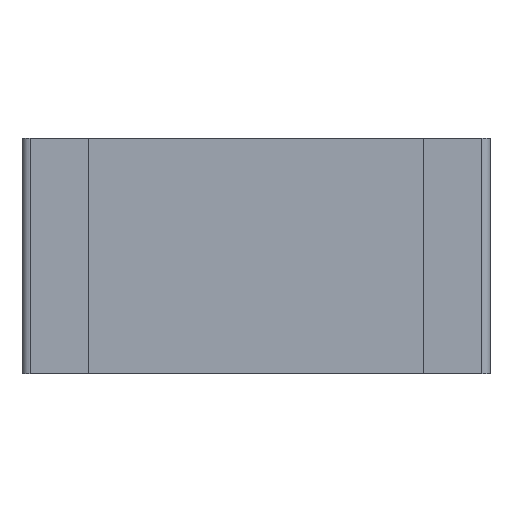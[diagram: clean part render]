
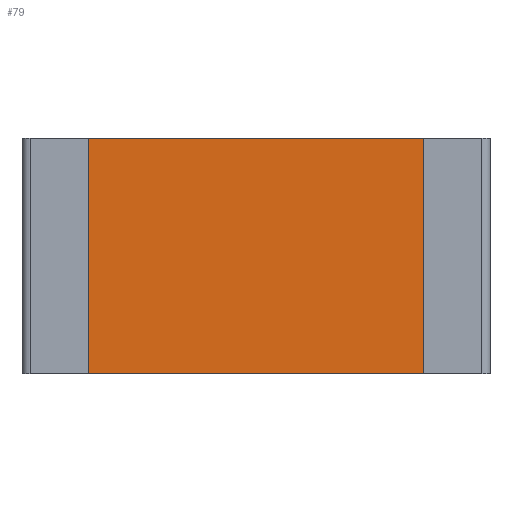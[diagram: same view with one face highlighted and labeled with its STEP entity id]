
A CAD part, front view. The second image highlights one B-rep face of the part: STEP entity #79.
In plain terms, the highlighted planar face has unit normal (0, -1, 0).
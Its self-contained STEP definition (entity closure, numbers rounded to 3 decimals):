
#79=ADVANCED_FACE('',(#158),#159,.T.);
#158=FACE_OUTER_BOUND('',#235,.T.);
#159=PLANE('',#236);
#235=EDGE_LOOP('',(#410,#411,#412,#413));
#236=AXIS2_PLACEMENT_3D('',#414,#415,#416);
#410=ORIENTED_EDGE('',*,*,#494,.F.);
#411=ORIENTED_EDGE('',*,*,#541,.T.);
#412=ORIENTED_EDGE('',*,*,#531,.F.);
#413=ORIENTED_EDGE('',*,*,#538,.F.);
#414=CARTESIAN_POINT('',(0.0,-0.49,0.0));
#415=DIRECTION('',(0.0,-1.0,0.0));
#416=DIRECTION('',(0.0,0.0,-1.0));
#494=EDGE_CURVE('',#589,#591,#592,.T.);
#531=EDGE_CURVE('',#651,#653,#654,.T.);
#538=EDGE_CURVE('',#591,#651,#661,.T.);
#541=EDGE_CURVE('',#589,#653,#664,.T.);
#589=VERTEX_POINT('',#727);
#591=VERTEX_POINT('',#730);
#592=LINE('',#731,#732);
#651=VERTEX_POINT('',#815);
#653=VERTEX_POINT('',#818);
#654=LINE('',#819,#820);
#661=LINE('',#830,#831);
#664=LINE('',#835,#836);
#727=CARTESIAN_POINT('',(-2.275,-0.49,1.6));
#730=CARTESIAN_POINT('',(2.275,-0.49,1.6));
#731=CARTESIAN_POINT('',(0.0,-0.49,1.6));
#732=VECTOR('',#872,1.0);
#815=CARTESIAN_POINT('',(2.275,-0.49,-1.6));
#818=CARTESIAN_POINT('',(-2.275,-0.49,-1.6));
#819=CARTESIAN_POINT('',(0.0,-0.49,-1.6));
#820=VECTOR('',#916,1.0);
#830=CARTESIAN_POINT('',(2.275,-0.49,0.0));
#831=VECTOR('',#920,1.0);
#835=CARTESIAN_POINT('',(-2.275,-0.49,0.0));
#836=VECTOR('',#922,1.0);
#872=DIRECTION('',(1.0,0.0,-0.0));
#916=DIRECTION('',(-1.0,0.0,0.0));
#920=DIRECTION('',(0.0,0.0,-1.0));
#922=DIRECTION('',(0.0,0.0,-1.0));
